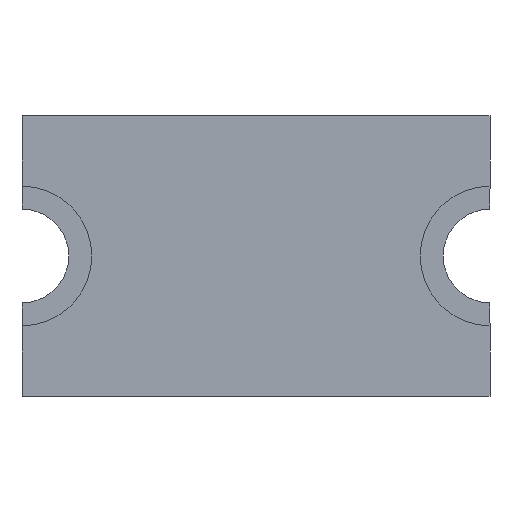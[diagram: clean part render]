
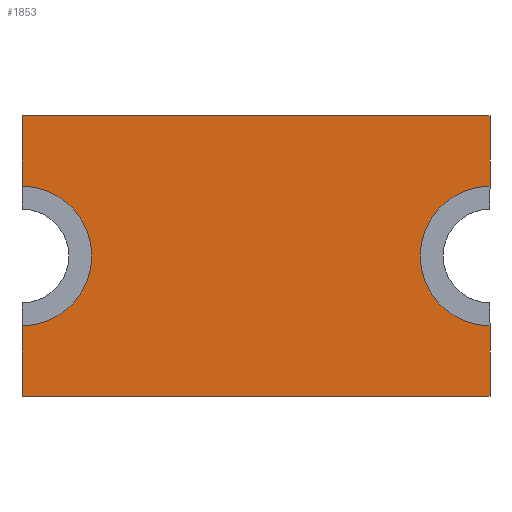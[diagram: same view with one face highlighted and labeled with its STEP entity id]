
A CAD part, front view. The second image highlights one B-rep face of the part: STEP entity #1853.
In plain terms, the highlighted planar face has unit normal (0, -1, 0).
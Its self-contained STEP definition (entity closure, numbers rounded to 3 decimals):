
#48 = DIRECTION ( 'NONE',  ( 0., 0., -1. ) ) ;
#60 = VERTEX_POINT ( 'NONE', #366 ) ;
#78 = VECTOR ( 'NONE', #927, 1000. ) ;
#100 = FACE_OUTER_BOUND ( 'NONE', #1057, .T. ) ;
#206 = CARTESIAN_POINT ( 'NONE',  ( -1., 0., -0.6 ) ) ;
#259 = AXIS2_PLACEMENT_3D ( 'NONE', #1606, #714, #1764 ) ;
#264 = VERTEX_POINT ( 'NONE', #1131 ) ;
#278 = ORIENTED_EDGE ( 'NONE', *, *, #1249, .F. ) ;
#311 = EDGE_CURVE ( 'NONE', #773, #871, #333, .T. ) ;
#333 = LINE ( 'NONE', #406, #1876 ) ;
#356 = CIRCLE ( 'NONE', #259, 0.298 ) ;
#365 = LINE ( 'NONE', #465, #1158 ) ;
#366 = CARTESIAN_POINT ( 'NONE',  ( -1., 0., 0.6 ) ) ;
#373 = VERTEX_POINT ( 'NONE', #1320 ) ;
#376 = ORIENTED_EDGE ( 'NONE', *, *, #546, .F. ) ;
#400 = LINE ( 'NONE', #1415, #1537 ) ;
#406 = CARTESIAN_POINT ( 'NONE',  ( -1., 0., -0.6 ) ) ;
#422 = VERTEX_POINT ( 'NONE', #948 ) ;
#448 = EDGE_CURVE ( 'NONE', #264, #373, #1145, .T. ) ;
#465 = CARTESIAN_POINT ( 'NONE',  ( 1., 0., -0.6 ) ) ;
#467 = ORIENTED_EDGE ( 'NONE', *, *, #311, .F. ) ;
#475 = CARTESIAN_POINT ( 'NONE',  ( -1., 0., -0.298 ) ) ;
#546 = EDGE_CURVE ( 'NONE', #422, #373, #365, .T. ) ;
#563 = ORIENTED_EDGE ( 'NONE', *, *, #1543, .F. ) ;
#656 = CARTESIAN_POINT ( 'NONE',  ( 1., 0., 0. ) ) ;
#706 = DIRECTION ( 'NONE',  ( -1., 0., 0. ) ) ;
#714 = DIRECTION ( 'NONE',  ( 0., -1., 0. ) ) ;
#761 = ORIENTED_EDGE ( 'NONE', *, *, #448, .T. ) ;
#773 = VERTEX_POINT ( 'NONE', #1640 ) ;
#807 = DIRECTION ( 'NONE',  ( 0., 0., -1. ) ) ;
#811 = CARTESIAN_POINT ( 'NONE',  ( 1., 0., 0.6 ) ) ;
#840 = EDGE_CURVE ( 'NONE', #60, #422, #1230, .T. ) ;
#871 = VERTEX_POINT ( 'NONE', #1696 ) ;
#883 = LINE ( 'NONE', #206, #1682 ) ;
#911 = AXIS2_PLACEMENT_3D ( 'NONE', #811, #1865, #958 ) ;
#927 = DIRECTION ( 'NONE',  ( 1., 0., 0. ) ) ;
#948 = CARTESIAN_POINT ( 'NONE',  ( 1., 0., 0.6 ) ) ;
#958 = DIRECTION ( 'NONE',  ( 0., 0., 1. ) ) ;
#1012 = ORIENTED_EDGE ( 'NONE', *, *, #840, .F. ) ;
#1053 = EDGE_CURVE ( 'NONE', #264, #773, #1229, .T. ) ;
#1057 = EDGE_LOOP ( 'NONE', ( #761, #376, #1012, #278, #563, #1594, #467, #1408 ) ) ;
#1091 = PLANE ( 'NONE',  #911 ) ;
#1131 = CARTESIAN_POINT ( 'NONE',  ( 1., 0., -0.298 ) ) ;
#1145 = CIRCLE ( 'NONE', #1179, 0.298 ) ;
#1158 = VECTOR ( 'NONE', #1506, 1000. ) ;
#1175 = VECTOR ( 'NONE', #48, 1000. ) ;
#1179 = AXIS2_PLACEMENT_3D ( 'NONE', #656, #1706, #807 ) ;
#1229 = LINE ( 'NONE', #1842, #1175 ) ;
#1230 = LINE ( 'NONE', #1837, #78 ) ;
#1247 = DIRECTION ( 'NONE',  ( 0., 0., 1. ) ) ;
#1249 = EDGE_CURVE ( 'NONE', #1285, #60, #400, .T. ) ;
#1285 = VERTEX_POINT ( 'NONE', #1727 ) ;
#1320 = CARTESIAN_POINT ( 'NONE',  ( 1., 0., 0.298 ) ) ;
#1408 = ORIENTED_EDGE ( 'NONE', *, *, #1053, .F. ) ;
#1415 = CARTESIAN_POINT ( 'NONE',  ( -1., 0., -0.6 ) ) ;
#1506 = DIRECTION ( 'NONE',  ( 0., 0., -1. ) ) ;
#1537 = VECTOR ( 'NONE', #1560, 1000. ) ;
#1543 = EDGE_CURVE ( 'NONE', #1788, #1285, #356, .T. ) ;
#1560 = DIRECTION ( 'NONE',  ( 0., 0., 1. ) ) ;
#1594 = ORIENTED_EDGE ( 'NONE', *, *, #1852, .F. ) ;
#1606 = CARTESIAN_POINT ( 'NONE',  ( -1., 0., 0. ) ) ;
#1640 = CARTESIAN_POINT ( 'NONE',  ( 1., 0., -0.6 ) ) ;
#1682 = VECTOR ( 'NONE', #1247, 1000. ) ;
#1696 = CARTESIAN_POINT ( 'NONE',  ( -1., 0., -0.6 ) ) ;
#1706 = DIRECTION ( 'NONE',  ( 0., 1., 0. ) ) ;
#1727 = CARTESIAN_POINT ( 'NONE',  ( -1., 0., 0.298 ) ) ;
#1764 = DIRECTION ( 'NONE',  ( 0., 0., -1. ) ) ;
#1788 = VERTEX_POINT ( 'NONE', #475 ) ;
#1837 = CARTESIAN_POINT ( 'NONE',  ( -1., 0., 0.6 ) ) ;
#1842 = CARTESIAN_POINT ( 'NONE',  ( 1., 0., -0.6 ) ) ;
#1852 = EDGE_CURVE ( 'NONE', #871, #1788, #883, .T. ) ;
#1853 = ADVANCED_FACE ( 'NONE', ( #100 ), #1091, .F. ) ;
#1865 = DIRECTION ( 'NONE',  ( 0., 1., 0. ) ) ;
#1876 = VECTOR ( 'NONE', #706, 1000. ) ;
